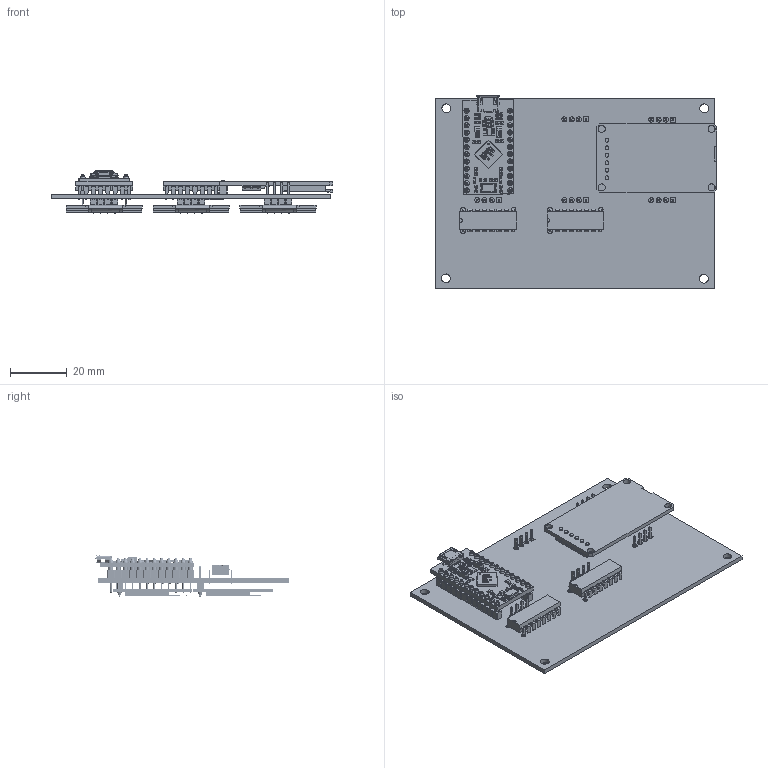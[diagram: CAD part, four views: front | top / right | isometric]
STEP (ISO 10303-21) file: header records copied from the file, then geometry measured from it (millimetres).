
FILE_DESCRIPTION(/* description */ (''),/* implementation_level */ '2;1');
FILE_NAME(/* name */ 'freedeck_pcb_through_1_1.step',/* time_stamp */ '2021-02-09T20:40:46+01:00',/* author */ (''),/* organization */ (''),/* preprocessor_version */ 'ST-DEVELOPER v18.1',/* originating_system */ 'Autodesk Translation Framework v9.7.1.1290',/* authorisation */ '');
FILE_SCHEMA (('AUTOMOTIVE_DESIGN { 1 0 10303 214 3 1 1 }'));
Products named in the file (28): freedeck_pcb_1.1; ARDUINO PRO MICRO; micro board; micro usb; micro usb shell; micro usb internal; micro usb contact; atmega32U4; MICRO_cap106C; MICRO_stackable header 12 (1); MICRO_stackable header 12; MICRO_stackable header pin; micro_crystal 5x3; micro_MIC5219; MICRO_603 resistor 103; MICRO_603 resistor 102; MICRO_603 resistor 22; MICRO_PTC-1206; MICRO_603 resistor 331; MICRO_603 cap on pad; SOD 323; MICRO_led; OLED-128x64-0.96; IC DIP 16-pin; MicroSD Reader Assembly; sdreader; AMS1117; card sd
Assembly tree (60 placements, depth 4):
  freedeck_pcb_1.1
    ARDUINO PRO MICRO
      micro board
      MICRO_stackable header 12 (1)  x2
        MICRO_stackable header 12
        MICRO_stackable header pin
      micro usb
        micro usb shell
        micro usb internal
        micro usb contact  x5
      atmega32U4
      MICRO_cap106C  x2
      micro_crystal 5x3
      micro_MIC5219
      MICRO_603 resistor 103
      MICRO_603 resistor 102
      MICRO_603 resistor 22  x2
      MICRO_PTC-1206
      MICRO_603 resistor 331  x2
      MICRO_603 cap on pad  x7
      SOD 323
      MICRO_led  x3
    OLED-128x64-0.96  x6
    IC DIP 16-pin  x2
    MicroSD Reader Assembly
      sdreader
      AMS1117
      card sd
Bounding box: 98.7 x 67.76 x 14.75 mm (x, y, z)
Volume: 23528.1 mm3; surface area: 37362.3 mm2
Topology: 164 solids, 164 shells, 6614 faces, 17823 edges, 11855 vertices
Faces by surface type: plane 4469, cylinder 1264, bspline 659, torus 117, sphere 54, cone 51
Full cylindrical faces by diameter (mm): 0.2 x1, 0.3 x3, 0.45 x2, 0.5 x49, 0.9 x24, 1 x25, 1.3 x6, 1.35 x48, 1.6 x6, 1.7 x24, 1.778 x16, 1.88 x4, 2 x36, 2.5 x4, 3.6 x36
Entity records: 139271 total; most frequent: CARTESIAN_POINT 37226, ORIENTED_EDGE 21598, DIRECTION 18508, EDGE_CURVE 10799, LINE 8166, VECTOR 8166, VERTEX_POINT 7167, AXIS2_PLACEMENT_3D 5171
